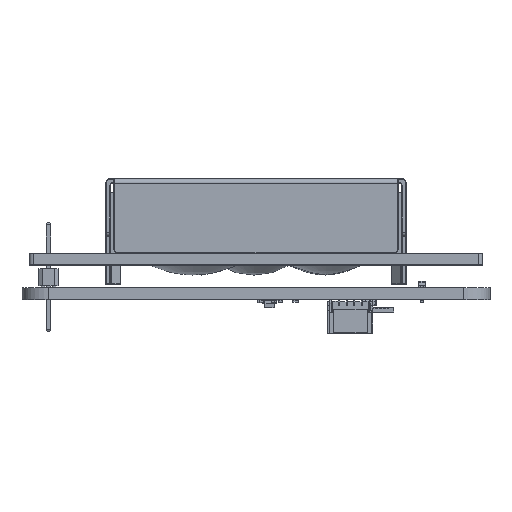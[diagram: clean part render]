
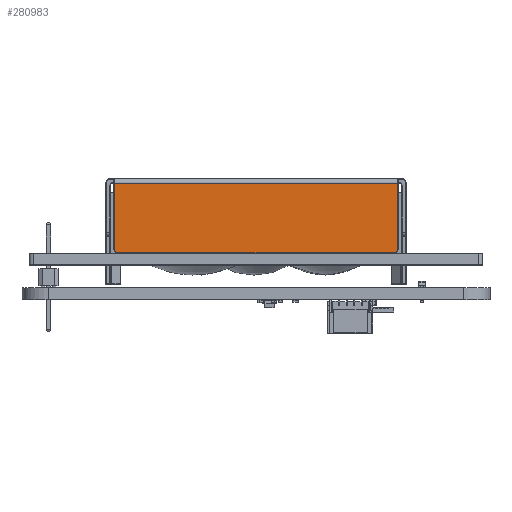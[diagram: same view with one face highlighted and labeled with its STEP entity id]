
A CAD part, left-side view. The second image highlights one B-rep face of the part: STEP entity #280983.
In plain terms, the highlighted planar face has unit normal (-1, 0, 0).
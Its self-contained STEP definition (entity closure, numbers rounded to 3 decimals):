
#280476 = VERTEX_POINT('',#280477);
#280477 = CARTESIAN_POINT('',(-48.55,18.775,21.87));
#280510 = VERTEX_POINT('',#280511);
#280511 = CARTESIAN_POINT('',(-48.55,18.775,13.12));
#280518 = EDGE_CURVE('',#280510,#280476,#280519,.T.);
#280519 = LINE('',#280520,#280521);
#280520 = CARTESIAN_POINT('',(-48.55,18.775,12.6));
#280521 = VECTOR('',#280522,1.);
#280522 = DIRECTION('',(0.,0.,1.));
#280542 = VERTEX_POINT('',#280543);
#280543 = CARTESIAN_POINT('',(-48.55,18.325,12.67));
#280550 = EDGE_CURVE('',#280542,#280510,#280551,.T.);
#280551 = CIRCLE('',#280552,0.45);
#280552 = AXIS2_PLACEMENT_3D('',#280553,#280554,#280555);
#280553 = CARTESIAN_POINT('',(-48.55,18.325,13.12));
#280554 = DIRECTION('',(1.,0.,0.));
#280555 = DIRECTION('',(0.,0.707,-0.707));
#280576 = VERTEX_POINT('',#280577);
#280577 = CARTESIAN_POINT('',(-48.55,-18.325,12.67));
#280584 = EDGE_CURVE('',#280576,#280542,#280585,.T.);
#280585 = LINE('',#280586,#280587);
#280586 = CARTESIAN_POINT('',(-48.55,18.825,12.67));
#280587 = VECTOR('',#280588,1.);
#280588 = DIRECTION('',(0.,1.,0.));
#280608 = VERTEX_POINT('',#280609);
#280609 = CARTESIAN_POINT('',(-48.55,-18.775,13.12));
#280616 = EDGE_CURVE('',#280608,#280576,#280617,.T.);
#280617 = CIRCLE('',#280618,0.45);
#280618 = AXIS2_PLACEMENT_3D('',#280619,#280620,#280621);
#280619 = CARTESIAN_POINT('',(-48.55,-18.325,13.12));
#280620 = DIRECTION('',(1.,0.,0.));
#280621 = DIRECTION('',(0.,-0.707,-0.707));
#280642 = VERTEX_POINT('',#280643);
#280643 = CARTESIAN_POINT('',(-48.55,-18.775,21.87));
#280650 = EDGE_CURVE('',#280642,#280608,#280651,.T.);
#280651 = LINE('',#280652,#280653);
#280652 = CARTESIAN_POINT('',(-48.55,-18.775,12.6));
#280653 = VECTOR('',#280654,1.);
#280654 = DIRECTION('',(0.,0.,-1.));
#280983 = ADVANCED_FACE('',(#280984),#280997,.T.);
#280984 = FACE_BOUND('',#280985,.T.);
#280985 = EDGE_LOOP('',(#280986,#280987,#280988,#280989,#280990,#280991)
  );
#280986 = ORIENTED_EDGE('',*,*,#280518,.F.);
#280987 = ORIENTED_EDGE('',*,*,#280550,.F.);
#280988 = ORIENTED_EDGE('',*,*,#280584,.F.);
#280989 = ORIENTED_EDGE('',*,*,#280616,.F.);
#280990 = ORIENTED_EDGE('',*,*,#280650,.F.);
#280991 = ORIENTED_EDGE('',*,*,#280992,.F.);
#280992 = EDGE_CURVE('',#280476,#280642,#280993,.T.);
#280993 = LINE('',#280994,#280995);
#280994 = CARTESIAN_POINT('',(-48.55,9.413,21.87));
#280995 = VECTOR('',#280996,1.);
#280996 = DIRECTION('',(0.,-1.,0.));
#280997 = PLANE('',#280998);
#280998 = AXIS2_PLACEMENT_3D('',#280999,#281000,#281001);
#280999 = CARTESIAN_POINT('',(-48.55,18.825,12.6));
#281000 = DIRECTION('',(-1.,0.,0.));
#281001 = DIRECTION('',(0.,-1.,0.));
